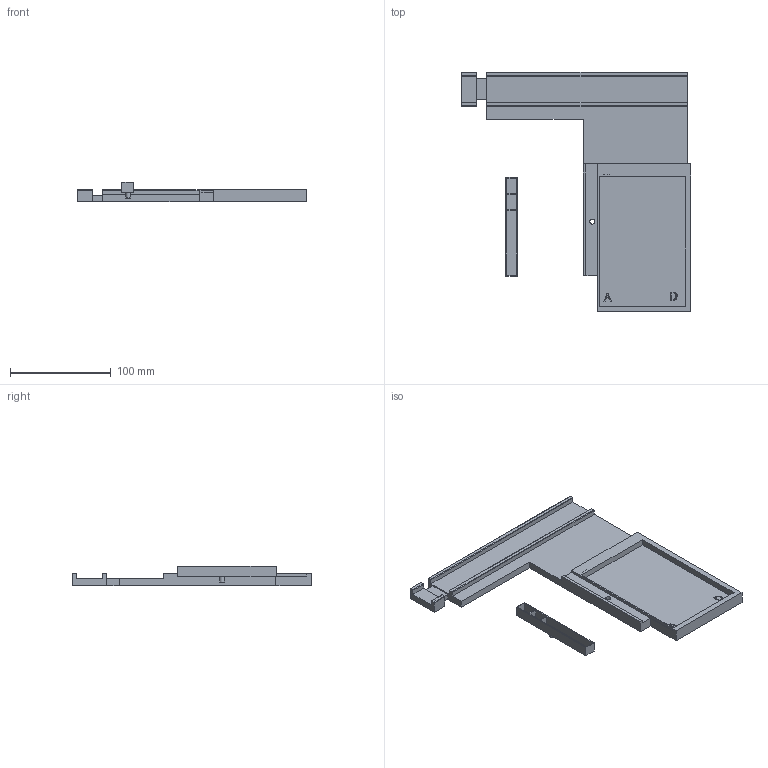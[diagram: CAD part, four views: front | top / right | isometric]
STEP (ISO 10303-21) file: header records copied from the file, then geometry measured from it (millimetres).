
FILE_DESCRIPTION(/* description */ ('','CAx-IF Rec.Pracs.---Representation and Presentation of Product Manufacturing Information (PMI)---4.0---2014-10-13'),/* implementation_level */ '2;1');
FILE_NAME(/* name */ 'AxiDraw Well Plate Platform + Reservoir.step',/* time_stamp */ '2025-03-06T14:19:57-05:00',/* author */ (''),/* organization */ (''),/* preprocessor_version */ 'ST-DEVELOPER v20',/* originating_system */ 'Autodesk Translation Framework v13.20.0.188',/* authorisation */ '');
FILE_SCHEMA (('AP242_MANAGED_MODEL_BASED_3D_ENGINEERING_MIM_LF { 1 0 10303 442 1 1 4 }'));
Length unit declared in the file: millimetre
Products named in the file (1): Slade platform (Updated for SpectroMax) v1 + Reservoir v1
Bounding box: 227.88 x 237.72 x 19.56 mm (x, y, z)
Volume: 227312.2 mm3; surface area: 83277.1 mm2
Topology: 2 solids, 3 shells, 125 faces, 324 edges, 216 vertices
Faces by surface type: plane 96, bspline 18, cylinder 11
Full cylindrical faces by diameter (mm): 3 x1, 5 x2
Entity records: 3974 total; most frequent: CARTESIAN_POINT 972, ORIENTED_EDGE 648, DIRECTION 526, EDGE_CURVE 324, LINE 266, VECTOR 266, VERTEX_POINT 216, EDGE_LOOP 138
